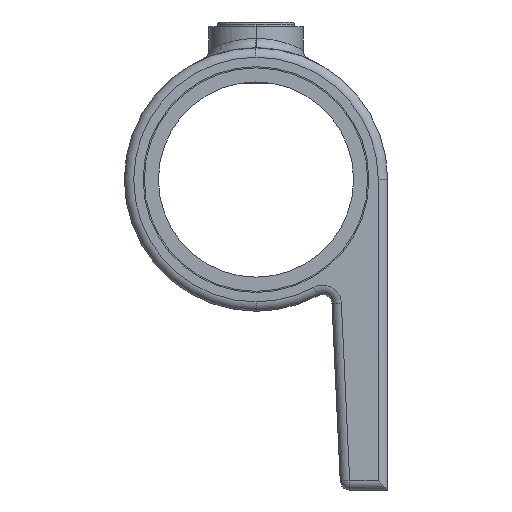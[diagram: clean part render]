
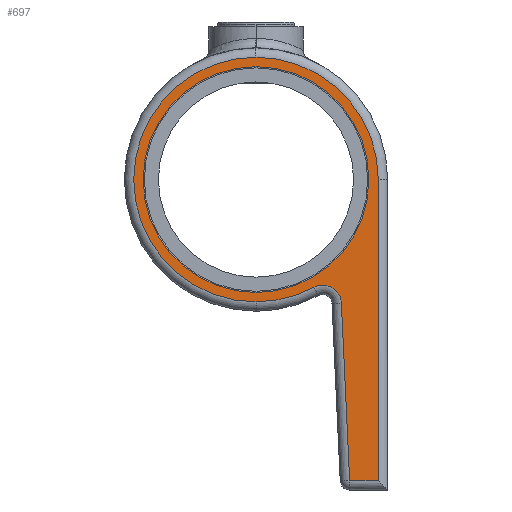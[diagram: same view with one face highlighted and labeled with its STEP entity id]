
A CAD part, left-side view. The second image highlights one B-rep face of the part: STEP entity #697.
In plain terms, the highlighted planar face has unit normal (-1, 0, 0).
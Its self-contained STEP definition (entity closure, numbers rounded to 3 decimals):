
#4 = CARTESIAN_POINT ( 'NONE',  ( -16.5, -12.271, -22.922 ) ) ;
#6 = CARTESIAN_POINT ( 'NONE',  ( -16.5, 0., -26. ) ) ;
#9 = CARTESIAN_POINT ( 'NONE',  ( -16.5, -26., -64. ) ) ;
#46 = CARTESIAN_POINT ( 'NONE',  ( -16.5, -26., 0. ) ) ;
#64 = EDGE_CURVE ( 'NONE', #936, #2874, #151, .T. ) ;
#151 = CIRCLE ( 'NONE', #609, 4. ) ;
#160 = CARTESIAN_POINT ( 'NONE',  ( -16.5, -16.897, 0.786 ) ) ;
#178 = DIRECTION ( 'NONE',  ( 0., -0.046, -0.999 ) ) ;
#232 = CARTESIAN_POINT ( 'NONE',  ( -16.5, -19.909, -64. ) ) ;
#248 = ORIENTED_EDGE ( 'NONE', *, *, #2598, .T. ) ;
#403 = ORIENTED_EDGE ( 'NONE', *, *, #64, .F. ) ;
#417 = DIRECTION ( 'NONE',  ( 0., 0., -1. ) ) ;
#422 = DIRECTION ( 'NONE',  ( -1., 0., 0. ) ) ;
#435 = CARTESIAN_POINT ( 'NONE',  ( -16.5, 0., 0. ) ) ;
#498 = CARTESIAN_POINT ( 'NONE',  ( -16.5, 0., 26. ) ) ;
#609 = AXIS2_PLACEMENT_3D ( 'NONE', #2470, #2465, #2463 ) ;
#651 = DIRECTION ( 'NONE',  ( 0., 0., -1. ) ) ;
#663 = DIRECTION ( 'NONE',  ( -1., 0., 0. ) ) ;
#665 = AXIS2_PLACEMENT_3D ( 'NONE', #992, #953, #946 ) ;
#669 = CARTESIAN_POINT ( 'NONE',  ( -16.5, 0., 0. ) ) ;
#697 = ADVANCED_FACE ( 'NONE', ( #845, #3052 ), #1877, .F. ) ;
#822 = EDGE_LOOP ( 'NONE', ( #1051, #2380 ) ) ;
#845 = FACE_BOUND ( 'NONE', #822, .T. ) ;
#855 = EDGE_LOOP ( 'NONE', ( #2403, #3027, #3067, #3063, #248, #403, #1002 ) ) ;
#874 = EDGE_CURVE ( 'NONE', #1293, #884, #1170, .T. ) ;
#883 = EDGE_CURVE ( 'NONE', #1951, #2229, #922, .T. ) ;
#884 = VERTEX_POINT ( 'NONE', #1379 ) ;
#922 = LINE ( 'NONE', #1397, #2955 ) ;
#936 = VERTEX_POINT ( 'NONE', #1374 ) ;
#941 = EDGE_CURVE ( 'NONE', #2229, #2216, #2948, .T. ) ;
#946 = DIRECTION ( 'NONE',  ( 0., 0., -1. ) ) ;
#953 = DIRECTION ( 'NONE',  ( 1., 0., 0. ) ) ;
#959 = EDGE_CURVE ( 'NONE', #2216, #1833, #2921, .T. ) ;
#992 = CARTESIAN_POINT ( 'NONE',  ( -16.5, 0., 0. ) ) ;
#1002 = ORIENTED_EDGE ( 'NONE', *, *, #2001, .T. ) ;
#1051 = ORIENTED_EDGE ( 'NONE', *, *, #2851, .T. ) ;
#1062 = AXIS2_PLACEMENT_3D ( 'NONE', #435, #422, #417 ) ;
#1121 = DIRECTION ( 'NONE',  ( 0., 0., -1. ) ) ;
#1139 = DIRECTION ( 'NONE',  ( -1., 0., 0. ) ) ;
#1145 = CARTESIAN_POINT ( 'NONE',  ( -16.5, 0., 0. ) ) ;
#1170 = CIRCLE ( 'NONE', #2967, 24. ) ;
#1293 = VERTEX_POINT ( 'NONE', #1752 ) ;
#1304 = DIRECTION ( 'NONE',  ( 0., 0., 1. ) ) ;
#1366 = CARTESIAN_POINT ( 'NONE',  ( -16.5, -26., 0. ) ) ;
#1374 = CARTESIAN_POINT ( 'NONE',  ( -16.5, -18.155, -26.263 ) ) ;
#1379 = CARTESIAN_POINT ( 'NONE',  ( -16.5, 0., -24. ) ) ;
#1388 = CARTESIAN_POINT ( 'NONE',  ( -16.5, 0., 0. ) ) ;
#1391 = DIRECTION ( 'NONE',  ( 0., 0., -1. ) ) ;
#1392 = DIRECTION ( 'NONE',  ( 1., 0., 0. ) ) ;
#1397 = CARTESIAN_POINT ( 'NONE',  ( -16.5, 0., -64. ) ) ;
#1449 = DIRECTION ( 'NONE',  ( 0., -1., 0. ) ) ;
#1750 = CIRCLE ( 'NONE', #665, 24. ) ;
#1752 = CARTESIAN_POINT ( 'NONE',  ( -16.5, 0., 24. ) ) ;
#1833 = VERTEX_POINT ( 'NONE', #498 ) ;
#1856 = DIRECTION ( 'NONE',  ( 0., 0., -1. ) ) ;
#1864 = DIRECTION ( 'NONE',  ( 1., 0., 0. ) ) ;
#1877 = PLANE ( 'NONE',  #3068 ) ;
#1883 = CARTESIAN_POINT ( 'NONE',  ( -16.5, 0., 0. ) ) ;
#1928 = CIRCLE ( 'NONE', #1062, 26. ) ;
#1951 = VERTEX_POINT ( 'NONE', #232 ) ;
#1980 = CIRCLE ( 'NONE', #2855, 26. ) ;
#2001 = EDGE_CURVE ( 'NONE', #936, #1951, #2207, .T. ) ;
#2200 = VECTOR ( 'NONE', #178, 1000. ) ;
#2207 = LINE ( 'NONE', #160, #2200 ) ;
#2216 = VERTEX_POINT ( 'NONE', #46 ) ;
#2229 = VERTEX_POINT ( 'NONE', #9 ) ;
#2239 = VERTEX_POINT ( 'NONE', #6 ) ;
#2380 = ORIENTED_EDGE ( 'NONE', *, *, #874, .T. ) ;
#2403 = ORIENTED_EDGE ( 'NONE', *, *, #883, .T. ) ;
#2463 = DIRECTION ( 'NONE',  ( 0., 0., -1. ) ) ;
#2465 = DIRECTION ( 'NONE',  ( -1., 0., 0. ) ) ;
#2470 = CARTESIAN_POINT ( 'NONE',  ( -16.5, -14.159, -26.448 ) ) ;
#2598 = EDGE_CURVE ( 'NONE', #2239, #2874, #1980, .T. ) ;
#2629 = EDGE_CURVE ( 'NONE', #1833, #2239, #1928, .T. ) ;
#2851 = EDGE_CURVE ( 'NONE', #884, #1293, #1750, .T. ) ;
#2855 = AXIS2_PLACEMENT_3D ( 'NONE', #669, #663, #651 ) ;
#2874 = VERTEX_POINT ( 'NONE', #4 ) ;
#2911 = AXIS2_PLACEMENT_3D ( 'NONE', #1145, #1139, #1121 ) ;
#2921 = CIRCLE ( 'NONE', #2911, 26. ) ;
#2925 = VECTOR ( 'NONE', #1304, 1000. ) ;
#2948 = LINE ( 'NONE', #1366, #2925 ) ;
#2955 = VECTOR ( 'NONE', #1449, 1000. ) ;
#2967 = AXIS2_PLACEMENT_3D ( 'NONE', #1388, #1392, #1391 ) ;
#3027 = ORIENTED_EDGE ( 'NONE', *, *, #941, .T. ) ;
#3052 = FACE_OUTER_BOUND ( 'NONE', #855, .T. ) ;
#3063 = ORIENTED_EDGE ( 'NONE', *, *, #2629, .T. ) ;
#3067 = ORIENTED_EDGE ( 'NONE', *, *, #959, .T. ) ;
#3068 = AXIS2_PLACEMENT_3D ( 'NONE', #1883, #1864, #1856 ) ;
